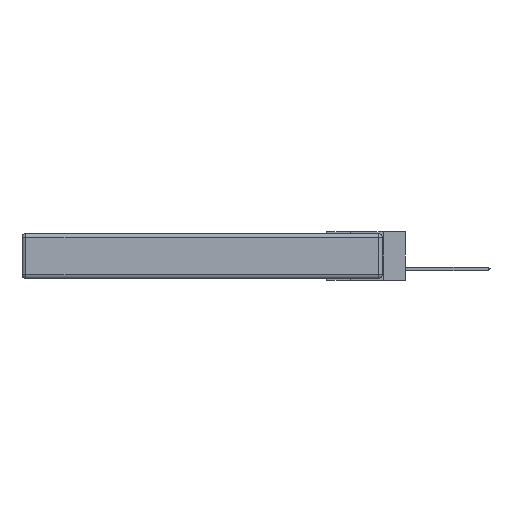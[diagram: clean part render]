
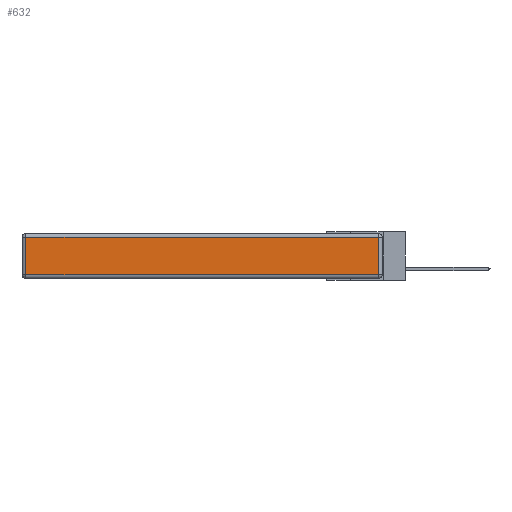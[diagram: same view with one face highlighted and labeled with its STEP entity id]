
A CAD part, left-side view. The second image highlights one B-rep face of the part: STEP entity #632.
In plain terms, the highlighted planar face has unit normal (-1, 0, 0).
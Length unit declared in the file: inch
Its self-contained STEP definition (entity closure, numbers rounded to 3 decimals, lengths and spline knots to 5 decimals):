
#285 = CARTESIAN_POINT ( 'NONE',  ( 0., 0.03, -0.313 ) ) ;
#632 = ADVANCED_FACE ( 'NONE', ( #22451 ), #13415, .T. ) ;
#1170 = ORIENTED_EDGE ( 'NONE', *, *, #2690, .T. ) ;
#1366 = VERTEX_POINT ( 'NONE', #10645 ) ;
#1513 = CARTESIAN_POINT ( 'NONE',  ( 0., 0.03, -0.03 ) ) ;
#2089 = CARTESIAN_POINT ( 'NONE',  ( 0., 2.72, -0.343 ) ) ;
#2320 = VECTOR ( 'NONE', #3877, 39.37008 ) ;
#2330 = CARTESIAN_POINT ( 'NONE',  ( 0., 0.03, -0.343 ) ) ;
#2357 = LINE ( 'NONE', #2089, #24018 ) ;
#2690 = EDGE_CURVE ( 'NONE', #13636, #17333, #15236, .T. ) ;
#2834 = CARTESIAN_POINT ( 'NONE',  ( 0., 0., -0.343 ) ) ;
#3877 = DIRECTION ( 'NONE',  ( 0., 1., 0. ) ) ;
#4885 = VERTEX_POINT ( 'NONE', #23095 ) ;
#6366 = VECTOR ( 'NONE', #21303, 39.37008 ) ;
#10469 = LINE ( 'NONE', #12386, #2320 ) ;
#10645 = CARTESIAN_POINT ( 'NONE',  ( 0., 2.72, -0.03 ) ) ;
#11259 = ORIENTED_EDGE ( 'NONE', *, *, #20857, .T. ) ;
#11497 = EDGE_CURVE ( 'NONE', #4885, #13636, #19250, .T. ) ;
#11968 = ORIENTED_EDGE ( 'NONE', *, *, #17352, .T. ) ;
#12386 = CARTESIAN_POINT ( 'NONE',  ( 0., 2.75, -0.03 ) ) ;
#12772 = DIRECTION ( 'NONE',  ( 0., 0., -1. ) ) ;
#13415 = PLANE ( 'NONE',  #22452 ) ;
#13636 = VERTEX_POINT ( 'NONE', #285 ) ;
#14221 = EDGE_LOOP ( 'NONE', ( #22232, #1170, #11968, #11259 ) ) ;
#15236 = LINE ( 'NONE', #2330, #20703 ) ;
#15351 = DIRECTION ( 'NONE',  ( 0., 0., 1. ) ) ;
#16967 = CARTESIAN_POINT ( 'NONE',  ( 0., 0., -0.313 ) ) ;
#17333 = VERTEX_POINT ( 'NONE', #1513 ) ;
#17352 = EDGE_CURVE ( 'NONE', #17333, #1366, #10469, .T. ) ;
#17915 = DIRECTION ( 'NONE',  ( 0., 0., 1. ) ) ;
#19250 = LINE ( 'NONE', #16967, #6366 ) ;
#20703 = VECTOR ( 'NONE', #15351, 39.37008 ) ;
#20857 = EDGE_CURVE ( 'NONE', #1366, #4885, #2357, .T. ) ;
#21303 = DIRECTION ( 'NONE',  ( 0., -1., 0. ) ) ;
#22032 = DIRECTION ( 'NONE',  ( -1., 0., 0. ) ) ;
#22232 = ORIENTED_EDGE ( 'NONE', *, *, #11497, .T. ) ;
#22451 = FACE_OUTER_BOUND ( 'NONE', #14221, .T. ) ;
#22452 = AXIS2_PLACEMENT_3D ( 'NONE', #2834, #22032, #17915 ) ;
#23095 = CARTESIAN_POINT ( 'NONE',  ( 0., 2.72, -0.313 ) ) ;
#24018 = VECTOR ( 'NONE', #12772, 39.37008 ) ;
